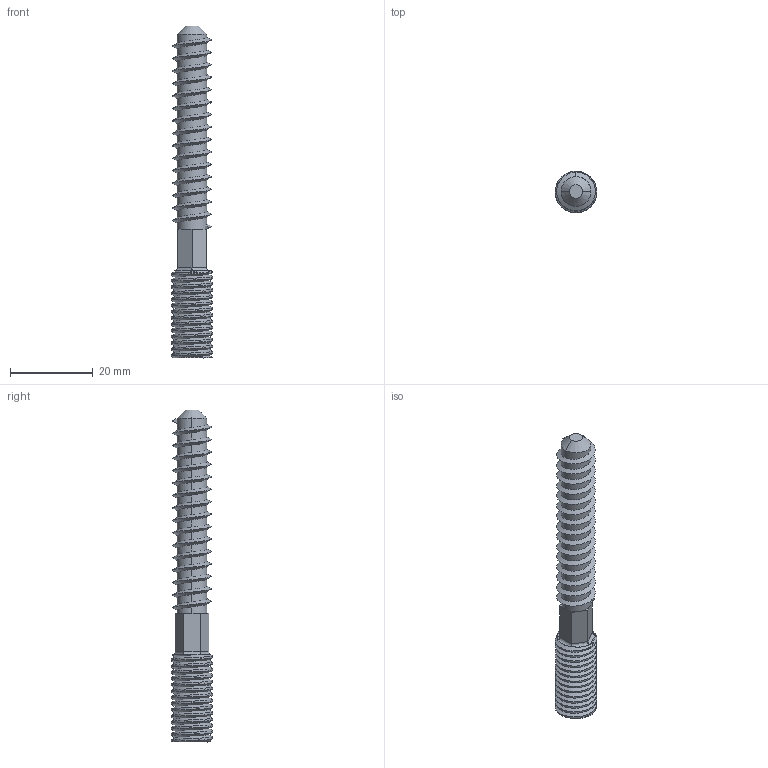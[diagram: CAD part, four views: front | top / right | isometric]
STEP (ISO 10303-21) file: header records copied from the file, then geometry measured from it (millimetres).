
FILE_DESCRIPTION (( 'STEP AP203' ), '1' );
FILE_NAME ('50171-240.step', '2015-09-17T15:05:15', ( '' ), ( '' ), 'SwSTEP 2.0', 'SolidWorks 2015', '' );
FILE_SCHEMA (( 'CONFIG_CONTROL_DESIGN' ));
Length unit declared in the file: millimetre
Products named in the file (1): 50171-240
Bounding box: 10 x 10 x 80 mm (x, y, z)
Volume: 4092.3 mm3; surface area: 3048.6 mm2
Topology: 1 solids, 1 shells, 237 faces, 649 edges, 422 vertices
Faces by surface type: plane 96, bspline 70, cylinder 64, torus 5, cone 2
Entity records: 20050 total; most frequent: CARTESIAN_POINT 14904, ORIENTED_EDGE 1298, DIRECTION 692, EDGE_CURVE 649, VERTEX_POINT 422, VECTOR 300, LINE 300, EDGE_LOOP 249
